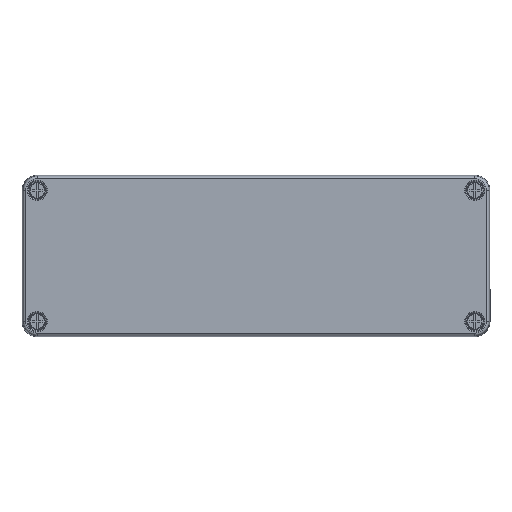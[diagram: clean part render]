
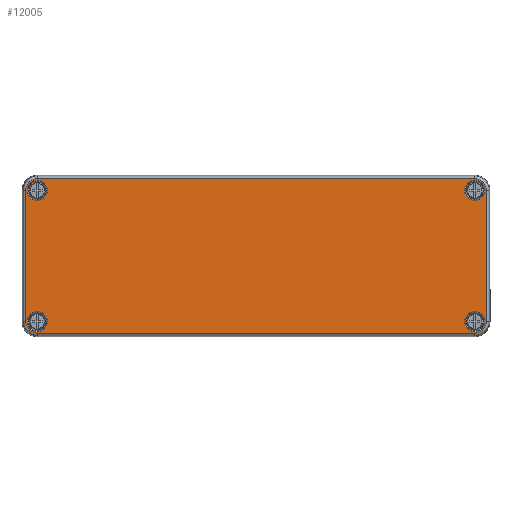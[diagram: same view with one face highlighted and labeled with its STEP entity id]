
A CAD part, top view. The second image highlights one B-rep face of the part: STEP entity #12005.
In plain terms, the highlighted face is planar.
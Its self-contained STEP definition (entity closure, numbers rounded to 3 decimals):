
#258=PLANE('',#13032);
#788=LINE('',#19229,#1420);
#789=LINE('',#19233,#1421);
#790=LINE('',#19237,#1422);
#791=LINE('',#19241,#1423);
#1420=VECTOR('',#15016,1000.);
#1421=VECTOR('',#15019,1000.);
#1422=VECTOR('',#15022,1000.);
#1423=VECTOR('',#15025,1000.);
#2290=FACE_BOUND('',#3344,.T.);
#2291=FACE_BOUND('',#3345,.T.);
#2292=FACE_BOUND('',#3346,.T.);
#2293=FACE_BOUND('',#3347,.T.);
#2483=FACE_OUTER_BOUND('',#3343,.T.);
#3343=EDGE_LOOP('',(#8386,#8387,#8388,#8389,#8390,#8391,#8392,#8393));
#3344=EDGE_LOOP('',(#8394));
#3345=EDGE_LOOP('',(#8395));
#3346=EDGE_LOOP('',(#8396));
#3347=EDGE_LOOP('',(#8397));
#4229=CIRCLE('',#12831,3.989);
#4235=CIRCLE('',#12840,3.989);
#4239=CIRCLE('',#12846,3.989);
#4243=CIRCLE('',#12852,3.989);
#4357=CIRCLE('',#13033,4.579);
#4358=CIRCLE('',#13034,4.579);
#4359=CIRCLE('',#13035,4.579);
#4360=CIRCLE('',#13036,4.579);
#5162=VERTEX_POINT('',#18623);
#5168=VERTEX_POINT('',#18638);
#5172=VERTEX_POINT('',#18648);
#5176=VERTEX_POINT('',#18658);
#5337=VERTEX_POINT('',#19227);
#5338=VERTEX_POINT('',#19228);
#5339=VERTEX_POINT('',#19230);
#5340=VERTEX_POINT('',#19232);
#5341=VERTEX_POINT('',#19234);
#5342=VERTEX_POINT('',#19236);
#5343=VERTEX_POINT('',#19238);
#5344=VERTEX_POINT('',#19240);
#6270=EDGE_CURVE('',#5162,#5162,#4229,.T.);
#6276=EDGE_CURVE('',#5168,#5168,#4235,.T.);
#6280=EDGE_CURVE('',#5172,#5172,#4239,.T.);
#6284=EDGE_CURVE('',#5176,#5176,#4243,.T.);
#6497=EDGE_CURVE('',#5337,#5338,#788,.T.);
#6498=EDGE_CURVE('',#5338,#5339,#4357,.T.);
#6499=EDGE_CURVE('',#5339,#5340,#789,.T.);
#6500=EDGE_CURVE('',#5340,#5341,#4358,.T.);
#6501=EDGE_CURVE('',#5341,#5342,#790,.T.);
#6502=EDGE_CURVE('',#5342,#5343,#4359,.T.);
#6503=EDGE_CURVE('',#5343,#5344,#791,.T.);
#6504=EDGE_CURVE('',#5344,#5337,#4360,.T.);
#8386=ORIENTED_EDGE('',*,*,#6497,.T.);
#8387=ORIENTED_EDGE('',*,*,#6498,.T.);
#8388=ORIENTED_EDGE('',*,*,#6499,.T.);
#8389=ORIENTED_EDGE('',*,*,#6500,.T.);
#8390=ORIENTED_EDGE('',*,*,#6501,.T.);
#8391=ORIENTED_EDGE('',*,*,#6502,.T.);
#8392=ORIENTED_EDGE('',*,*,#6503,.T.);
#8393=ORIENTED_EDGE('',*,*,#6504,.T.);
#8394=ORIENTED_EDGE('',*,*,#6284,.T.);
#8395=ORIENTED_EDGE('',*,*,#6280,.T.);
#8396=ORIENTED_EDGE('',*,*,#6276,.T.);
#8397=ORIENTED_EDGE('',*,*,#6270,.T.);
#12005=ADVANCED_FACE('',(#2483,#2290,#2291,#2292,#2293),#258,.F.);
#12831=AXIS2_PLACEMENT_3D('',#18624,#14565,#14566);
#12840=AXIS2_PLACEMENT_3D('',#18639,#14583,#14584);
#12846=AXIS2_PLACEMENT_3D('',#18649,#14595,#14596);
#12852=AXIS2_PLACEMENT_3D('',#18659,#14607,#14608);
#13032=AXIS2_PLACEMENT_3D('',#19226,#15014,#15015);
#13033=AXIS2_PLACEMENT_3D('',#19231,#15017,#15018);
#13034=AXIS2_PLACEMENT_3D('',#19235,#15020,#15021);
#13035=AXIS2_PLACEMENT_3D('',#19239,#15023,#15024);
#13036=AXIS2_PLACEMENT_3D('',#19242,#15026,#15027);
#14565=DIRECTION('center_axis',(0.,0.,1.));
#14566=DIRECTION('ref_axis',(1.,0.,0.));
#14583=DIRECTION('center_axis',(0.,0.,1.));
#14584=DIRECTION('ref_axis',(1.,0.,0.));
#14595=DIRECTION('center_axis',(0.,0.,1.));
#14596=DIRECTION('ref_axis',(1.,0.,0.));
#14607=DIRECTION('center_axis',(0.,0.,1.));
#14608=DIRECTION('ref_axis',(1.,0.,0.));
#15014=DIRECTION('center_axis',(0.,0.,1.));
#15015=DIRECTION('ref_axis',(1.,0.,0.));
#15016=DIRECTION('',(0.,1.,0.));
#15017=DIRECTION('center_axis',(0.,0.,-1.));
#15018=DIRECTION('ref_axis',(1.,0.,0.));
#15019=DIRECTION('',(1.,0.,0.));
#15020=DIRECTION('center_axis',(0.,0.,-1.));
#15021=DIRECTION('ref_axis',(1.,0.,0.));
#15022=DIRECTION('',(0.,-1.,0.));
#15023=DIRECTION('center_axis',(0.,0.,-1.));
#15024=DIRECTION('ref_axis',(1.,0.,0.));
#15025=DIRECTION('',(-1.,0.,0.));
#15026=DIRECTION('center_axis',(0.,0.,-1.));
#15027=DIRECTION('ref_axis',(1.,0.,0.));
#18623=CARTESIAN_POINT('',(-82.761,26.,-9.));
#18624=CARTESIAN_POINT('Origin',(-86.75,26.,-9.));
#18638=CARTESIAN_POINT('',(-82.761,-26.,-9.));
#18639=CARTESIAN_POINT('Origin',(-86.75,-26.,-9.));
#18648=CARTESIAN_POINT('',(90.739,-26.,-9.));
#18649=CARTESIAN_POINT('Origin',(86.75,-26.,-9.));
#18658=CARTESIAN_POINT('',(90.739,26.,-9.));
#18659=CARTESIAN_POINT('Origin',(86.75,26.,-9.));
#19226=CARTESIAN_POINT('Origin',(-86.75,26.,-9.));
#19227=CARTESIAN_POINT('',(-91.329,-26.,-9.));
#19228=CARTESIAN_POINT('',(-91.329,26.,-9.));
#19229=CARTESIAN_POINT('',(-91.329,26.,-9.));
#19230=CARTESIAN_POINT('',(-86.75,30.579,-9.));
#19231=CARTESIAN_POINT('Origin',(-86.75,26.,-9.));
#19232=CARTESIAN_POINT('',(86.75,30.579,-9.));
#19233=CARTESIAN_POINT('',(86.75,30.579,-9.));
#19234=CARTESIAN_POINT('',(91.329,26.,-9.));
#19235=CARTESIAN_POINT('Origin',(86.75,26.,-9.));
#19236=CARTESIAN_POINT('',(91.329,-26.,-9.));
#19237=CARTESIAN_POINT('',(91.329,-26.,-9.));
#19238=CARTESIAN_POINT('',(86.75,-30.579,-9.));
#19239=CARTESIAN_POINT('Origin',(86.75,-26.,-9.));
#19240=CARTESIAN_POINT('',(-86.75,-30.579,-9.));
#19241=CARTESIAN_POINT('',(-86.75,-30.579,-9.));
#19242=CARTESIAN_POINT('Origin',(-86.75,-26.,-9.));
